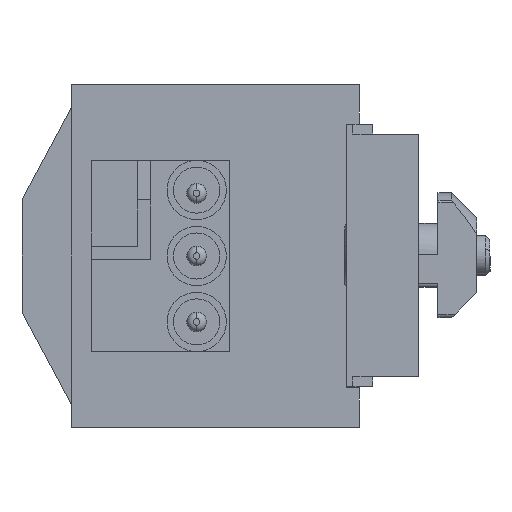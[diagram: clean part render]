
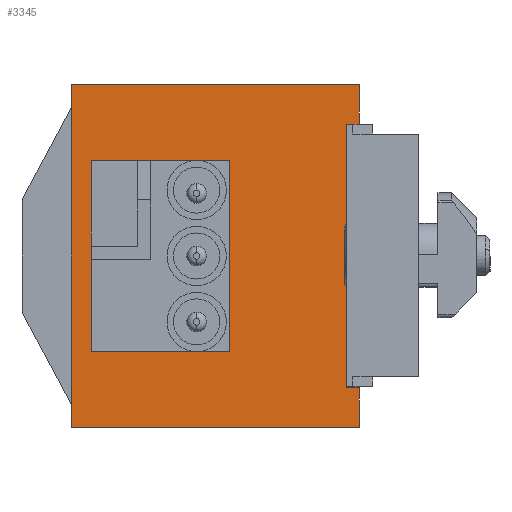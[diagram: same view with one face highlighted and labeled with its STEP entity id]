
A CAD part, left-side view. The second image highlights one B-rep face of the part: STEP entity #3345.
In plain terms, the highlighted planar face has unit normal (-1, 0, 0).
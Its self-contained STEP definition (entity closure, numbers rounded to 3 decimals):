
#112 = VECTOR ( 'NONE', #4140, 1000. ) ;
#127 = EDGE_CURVE ( 'NONE', #2452, #4045, #5152, .T. ) ;
#133 = LINE ( 'NONE', #1054, #1036 ) ;
#151 = DIRECTION ( 'NONE',  ( 0., 0., -1. ) ) ;
#227 = LINE ( 'NONE', #4326, #5115 ) ;
#274 = LINE ( 'NONE', #3296, #3743 ) ;
#280 = VERTEX_POINT ( 'NONE', #2032 ) ;
#341 = EDGE_CURVE ( 'NONE', #4367, #280, #274, .T. ) ;
#348 = EDGE_LOOP ( 'NONE', ( #5645, #5535, #2607, #7609, #7191, #683, #4639, #3191 ) ) ;
#418 = DIRECTION ( 'NONE',  ( 0., 0., -1. ) ) ;
#500 = VECTOR ( 'NONE', #3948, 1000. ) ;
#650 = VECTOR ( 'NONE', #1657, 1000. ) ;
#682 = EDGE_CURVE ( 'NONE', #3993, #1526, #5531, .T. ) ;
#683 = ORIENTED_EDGE ( 'NONE', *, *, #3544, .T. ) ;
#698 = LINE ( 'NONE', #4579, #500 ) ;
#737 = CARTESIAN_POINT ( 'NONE',  ( -109.5, 9.85, 40.5 ) ) ;
#898 = VERTEX_POINT ( 'NONE', #3793 ) ;
#996 = VERTEX_POINT ( 'NONE', #737 ) ;
#1036 = VECTOR ( 'NONE', #418, 1000. ) ;
#1054 = CARTESIAN_POINT ( 'NONE',  ( -109.5, -2.15, 0. ) ) ;
#1134 = LINE ( 'NONE', #6372, #5538 ) ;
#1140 = VECTOR ( 'NONE', #6482, 1000. ) ;
#1215 = EDGE_CURVE ( 'NONE', #4045, #280, #4916, .T. ) ;
#1380 = EDGE_CURVE ( 'NONE', #8002, #898, #227, .T. ) ;
#1451 = CARTESIAN_POINT ( 'NONE',  ( -109.5, 21.85, 11.5 ) ) ;
#1502 = DIRECTION ( 'NONE',  ( 0., 0., 1. ) ) ;
#1526 = VERTEX_POINT ( 'NONE', #6362 ) ;
#1550 = CARTESIAN_POINT ( 'NONE',  ( -109.5, 21.85, 40.5 ) ) ;
#1555 = LINE ( 'NONE', #1550, #5416 ) ;
#1576 = DIRECTION ( 'NONE',  ( 0., -1., 0. ) ) ;
#1610 = CARTESIAN_POINT ( 'NONE',  ( -109.5, 18.85, 0. ) ) ;
#1623 = EDGE_CURVE ( 'NONE', #2034, #4035, #2819, .T. ) ;
#1657 = DIRECTION ( 'NONE',  ( 0., -1., 0. ) ) ;
#1666 = DIRECTION ( 'NONE',  ( 0., 0., 1. ) ) ;
#1672 = DIRECTION ( 'NONE',  ( 0., -1., 0. ) ) ;
#1712 = PLANE ( 'NONE',  #7696 ) ;
#1719 = CARTESIAN_POINT ( 'NONE',  ( -109.5, -21.85, 0. ) ) ;
#1758 = DIRECTION ( 'NONE',  ( 0., 0., -1. ) ) ;
#1872 = EDGE_CURVE ( 'NONE', #5295, #2034, #133, .T. ) ;
#1893 = CARTESIAN_POINT ( 'NONE',  ( -109.5, -2.15, 11.5 ) ) ;
#2032 = CARTESIAN_POINT ( 'NONE',  ( -109.5, -21.85, 0. ) ) ;
#2034 = VERTEX_POINT ( 'NONE', #1893 ) ;
#2249 = ORIENTED_EDGE ( 'NONE', *, *, #1380, .T. ) ;
#2276 = VECTOR ( 'NONE', #6674, 1000. ) ;
#2420 = EDGE_CURVE ( 'NONE', #8237, #6040, #1134, .T. ) ;
#2452 = VERTEX_POINT ( 'NONE', #3838 ) ;
#2607 = ORIENTED_EDGE ( 'NONE', *, *, #127, .T. ) ;
#2649 = EDGE_LOOP ( 'NONE', ( #4650, #3352, #2249, #4292, #3720, #6199, #3376, #3116 ) ) ;
#2650 = CARTESIAN_POINT ( 'NONE',  ( -109.5, 18.85, 25.5 ) ) ;
#2754 = EDGE_CURVE ( 'NONE', #898, #996, #3051, .T. ) ;
#2762 = VECTOR ( 'NONE', #1758, 1000. ) ;
#2781 = EDGE_CURVE ( 'NONE', #6333, #7838, #2869, .T. ) ;
#2819 = LINE ( 'NONE', #1451, #1140 ) ;
#2863 = CARTESIAN_POINT ( 'NONE',  ( -109.5, 21.85, 52. ) ) ;
#2869 = LINE ( 'NONE', #1719, #8038 ) ;
#3051 = LINE ( 'NONE', #7422, #7937 ) ;
#3109 = CARTESIAN_POINT ( 'NONE',  ( -109.5, 18.85, 11.5 ) ) ;
#3116 = ORIENTED_EDGE ( 'NONE', *, *, #6928, .T. ) ;
#3191 = ORIENTED_EDGE ( 'NONE', *, *, #3531, .T. ) ;
#3201 = EDGE_CURVE ( 'NONE', #7838, #2452, #8137, .T. ) ;
#3296 = CARTESIAN_POINT ( 'NONE',  ( -109.5, -21.85, 0. ) ) ;
#3314 = CARTESIAN_POINT ( 'NONE',  ( -109.5, 21.85, 0. ) ) ;
#3345 = ADVANCED_FACE ( 'NONE', ( #5933, #4640 ), #1712, .T. ) ;
#3352 = ORIENTED_EDGE ( 'NONE', *, *, #7776, .T. ) ;
#3376 = ORIENTED_EDGE ( 'NONE', *, *, #1623, .T. ) ;
#3492 = DIRECTION ( 'NONE',  ( 0., 0., 1. ) ) ;
#3531 = EDGE_CURVE ( 'NONE', #1526, #6333, #6657, .T. ) ;
#3544 = EDGE_CURVE ( 'NONE', #4367, #3993, #698, .T. ) ;
#3572 = DIRECTION ( 'NONE',  ( 0., 0., 1. ) ) ;
#3579 = DIRECTION ( 'NONE',  ( 0., 0., 1. ) ) ;
#3704 = CARTESIAN_POINT ( 'NONE',  ( -109.5, -21.85, 6. ) ) ;
#3720 = ORIENTED_EDGE ( 'NONE', *, *, #8034, .T. ) ;
#3722 = CARTESIAN_POINT ( 'NONE',  ( -109.5, -19.85, 6. ) ) ;
#3743 = VECTOR ( 'NONE', #151, 1000. ) ;
#3793 = CARTESIAN_POINT ( 'NONE',  ( -109.5, 11.85, 40.5 ) ) ;
#3838 = CARTESIAN_POINT ( 'NONE',  ( -109.5, 21.85, 52. ) ) ;
#3948 = DIRECTION ( 'NONE',  ( 0., 1., 0. ) ) ;
#3956 = VECTOR ( 'NONE', #1666, 1000. ) ;
#3993 = VERTEX_POINT ( 'NONE', #3722 ) ;
#4035 = VERTEX_POINT ( 'NONE', #3109 ) ;
#4045 = VERTEX_POINT ( 'NONE', #3314 ) ;
#4074 = CARTESIAN_POINT ( 'NONE',  ( -109.5, 18.85, 40.5 ) ) ;
#4140 = DIRECTION ( 'NONE',  ( 0., 0., 1. ) ) ;
#4178 = CARTESIAN_POINT ( 'NONE',  ( -109.5, 0., 0. ) ) ;
#4218 = VECTOR ( 'NONE', #3492, 1000. ) ;
#4292 = ORIENTED_EDGE ( 'NONE', *, *, #2754, .T. ) ;
#4326 = CARTESIAN_POINT ( 'NONE',  ( -109.5, 21.85, 40.5 ) ) ;
#4367 = VERTEX_POINT ( 'NONE', #3704 ) ;
#4579 = CARTESIAN_POINT ( 'NONE',  ( -109.5, 21.85, 6. ) ) ;
#4627 = CARTESIAN_POINT ( 'NONE',  ( -109.5, -21.85, 46. ) ) ;
#4639 = ORIENTED_EDGE ( 'NONE', *, *, #682, .T. ) ;
#4640 = FACE_BOUND ( 'NONE', #2649, .T. ) ;
#4650 = ORIENTED_EDGE ( 'NONE', *, *, #2420, .T. ) ;
#4734 = CARTESIAN_POINT ( 'NONE',  ( -109.5, 18.85, 0. ) ) ;
#4833 = CARTESIAN_POINT ( 'NONE',  ( -109.5, -19.85, 0. ) ) ;
#4916 = LINE ( 'NONE', #4178, #650 ) ;
#5115 = VECTOR ( 'NONE', #6202, 1000. ) ;
#5152 = LINE ( 'NONE', #6819, #2762 ) ;
#5295 = VERTEX_POINT ( 'NONE', #7687 ) ;
#5416 = VECTOR ( 'NONE', #1576, 1000. ) ;
#5531 = LINE ( 'NONE', #4833, #4218 ) ;
#5535 = ORIENTED_EDGE ( 'NONE', *, *, #3201, .T. ) ;
#5538 = VECTOR ( 'NONE', #1502, 1000. ) ;
#5561 = VECTOR ( 'NONE', #6424, 1000. ) ;
#5645 = ORIENTED_EDGE ( 'NONE', *, *, #2781, .T. ) ;
#5669 = LINE ( 'NONE', #1610, #3956 ) ;
#5933 = FACE_OUTER_BOUND ( 'NONE', #348, .T. ) ;
#6040 = VERTEX_POINT ( 'NONE', #7548 ) ;
#6142 = DIRECTION ( 'NONE',  ( -1., 0., 0. ) ) ;
#6199 = ORIENTED_EDGE ( 'NONE', *, *, #1872, .T. ) ;
#6202 = DIRECTION ( 'NONE',  ( 0., -1., 0. ) ) ;
#6267 = LINE ( 'NONE', #4734, #112 ) ;
#6333 = VERTEX_POINT ( 'NONE', #4627 ) ;
#6362 = CARTESIAN_POINT ( 'NONE',  ( -109.5, -19.85, 46. ) ) ;
#6372 = CARTESIAN_POINT ( 'NONE',  ( -109.5, 18.85, 0. ) ) ;
#6424 = DIRECTION ( 'NONE',  ( 0., -1., 0. ) ) ;
#6482 = DIRECTION ( 'NONE',  ( 0., 1., 0. ) ) ;
#6657 = LINE ( 'NONE', #7626, #5561 ) ;
#6674 = DIRECTION ( 'NONE',  ( 0., 1., 0. ) ) ;
#6819 = CARTESIAN_POINT ( 'NONE',  ( -109.5, 21.85, 20.434 ) ) ;
#6928 = EDGE_CURVE ( 'NONE', #4035, #8237, #5669, .T. ) ;
#7191 = ORIENTED_EDGE ( 'NONE', *, *, #341, .F. ) ;
#7373 = CARTESIAN_POINT ( 'NONE',  ( -109.5, 21.85, 0. ) ) ;
#7422 = CARTESIAN_POINT ( 'NONE',  ( -109.5, 21.85, 40.5 ) ) ;
#7548 = CARTESIAN_POINT ( 'NONE',  ( -109.5, 18.85, 27.5 ) ) ;
#7609 = ORIENTED_EDGE ( 'NONE', *, *, #1215, .T. ) ;
#7626 = CARTESIAN_POINT ( 'NONE',  ( -109.5, 21.85, 46. ) ) ;
#7687 = CARTESIAN_POINT ( 'NONE',  ( -109.5, -2.15, 40.5 ) ) ;
#7696 = AXIS2_PLACEMENT_3D ( 'NONE', #7373, #6142, #3572 ) ;
#7776 = EDGE_CURVE ( 'NONE', #6040, #8002, #6267, .T. ) ;
#7838 = VERTEX_POINT ( 'NONE', #8124 ) ;
#7937 = VECTOR ( 'NONE', #1672, 1000. ) ;
#8002 = VERTEX_POINT ( 'NONE', #4074 ) ;
#8034 = EDGE_CURVE ( 'NONE', #996, #5295, #1555, .T. ) ;
#8038 = VECTOR ( 'NONE', #3579, 1000. ) ;
#8124 = CARTESIAN_POINT ( 'NONE',  ( -109.5, -21.85, 52. ) ) ;
#8137 = LINE ( 'NONE', #2863, #2276 ) ;
#8237 = VERTEX_POINT ( 'NONE', #2650 ) ;
